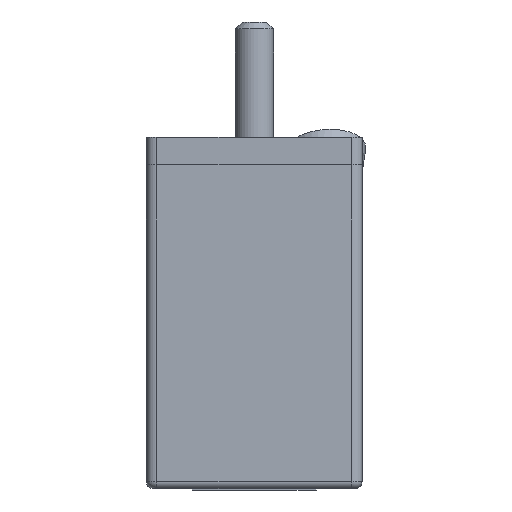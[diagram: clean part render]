
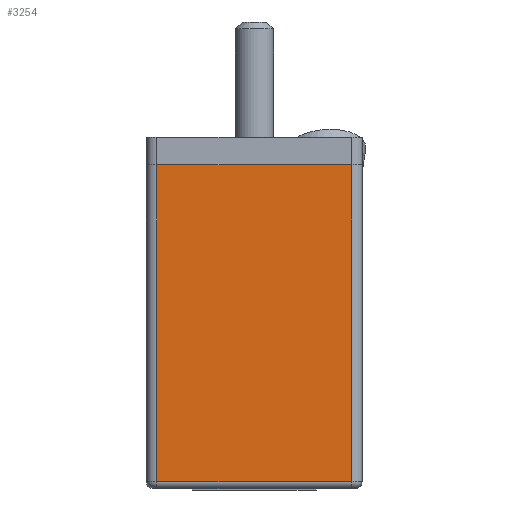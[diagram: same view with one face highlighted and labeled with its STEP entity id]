
A CAD part, left-side view. The second image highlights one B-rep face of the part: STEP entity #3254.
In plain terms, the highlighted planar face has unit normal (-1, 0, 0).
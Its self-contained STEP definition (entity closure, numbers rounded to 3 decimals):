
#81 = VECTOR ( 'NONE', #11120, 1000. ) ;
#84 = VECTOR ( 'NONE', #11124, 1000. ) ;
#89 = VECTOR ( 'NONE', #11132, 1000. ) ;
#144 = VECTOR ( 'NONE', #10446, 1000. ) ;
#1737 = EDGE_LOOP ( 'NONE', ( #9833, #9831, #9832, #9830 ) ) ;
#2457 = CARTESIAN_POINT ( 'NONE',  ( -7.8, -7., 11.625 ) ) ;
#2458 = CARTESIAN_POINT ( 'NONE',  ( -7.8, -7., -11.125 ) ) ;
#2491 = CARTESIAN_POINT ( 'NONE',  ( -7.8, 7., -11.125 ) ) ;
#2492 = CARTESIAN_POINT ( 'NONE',  ( -7.8, 7., 11.625 ) ) ;
#2691 = EDGE_CURVE ( 'NONE', #8544, #8545, #9933, .T. ) ;
#2730 = EDGE_CURVE ( 'NONE', #8579, #8578, #9964, .T. ) ;
#2732 = EDGE_CURVE ( 'NONE', #8578, #8545, #9965, .T. ) ;
#2733 = EDGE_CURVE ( 'NONE', #8579, #8544, #9966, .T. ) ;
#3254 = ADVANCED_FACE ( 'NONE', ( #9414 ), #3588, .F. ) ;
#3588 = PLANE ( 'NONE',  #6821 ) ;
#3589 = CARTESIAN_POINT ( 'NONE',  ( -7.8, -7., 11.625 ) ) ;
#3590 = DIRECTION ( 'NONE',  ( 1., 0., 0. ) ) ;
#3591 = DIRECTION ( 'NONE',  ( 0., 1., 0. ) ) ;
#6821 = AXIS2_PLACEMENT_3D ( 'NONE', #3589, #3590, #3591 ) ;
#8544 = VERTEX_POINT ( 'NONE', #2457 ) ;
#8545 = VERTEX_POINT ( 'NONE', #2458 ) ;
#8578 = VERTEX_POINT ( 'NONE', #2491 ) ;
#8579 = VERTEX_POINT ( 'NONE', #2492 ) ;
#9414 = FACE_OUTER_BOUND ( 'NONE', #1737, .T. ) ;
#9830 = ORIENTED_EDGE ( 'NONE', *, *, #2733, .F. ) ;
#9831 = ORIENTED_EDGE ( 'NONE', *, *, #2732, .T. ) ;
#9832 = ORIENTED_EDGE ( 'NONE', *, *, #2691, .F. ) ;
#9833 = ORIENTED_EDGE ( 'NONE', *, *, #2730, .T. ) ;
#9933 = LINE ( 'NONE', #10450, #144 ) ;
#9964 = LINE ( 'NONE', #11134, #89 ) ;
#9965 = LINE ( 'NONE', #11125, #84 ) ;
#9966 = LINE ( 'NONE', #11122, #81 ) ;
#10446 = DIRECTION ( 'NONE',  ( 0., 0., -1. ) ) ;
#10450 = CARTESIAN_POINT ( 'NONE',  ( -7.8, -7., 11.625 ) ) ;
#11120 = DIRECTION ( 'NONE',  ( 0., -1., 0. ) ) ;
#11122 = CARTESIAN_POINT ( 'NONE',  ( -7.8, -7., 11.625 ) ) ;
#11124 = DIRECTION ( 'NONE',  ( 0., -1., 0. ) ) ;
#11125 = CARTESIAN_POINT ( 'NONE',  ( -7.8, -7., -11.125 ) ) ;
#11132 = DIRECTION ( 'NONE',  ( 0., 0., -1. ) ) ;
#11134 = CARTESIAN_POINT ( 'NONE',  ( -7.8, 7., 11.625 ) ) ;
